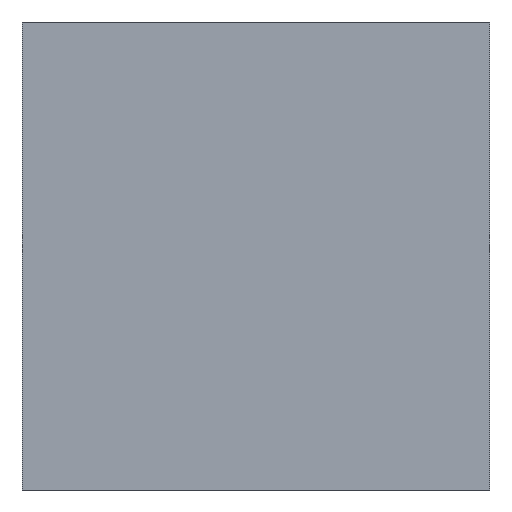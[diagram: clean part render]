
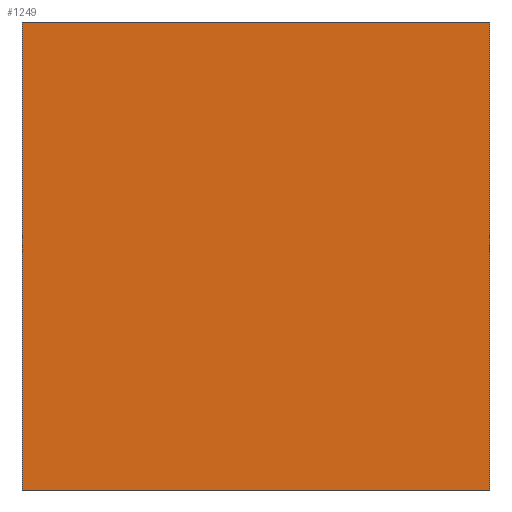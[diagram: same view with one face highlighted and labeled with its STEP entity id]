
A CAD part, left-side view. The second image highlights one B-rep face of the part: STEP entity #1249.
In plain terms, the highlighted planar face has unit normal (-1, 0, 0).
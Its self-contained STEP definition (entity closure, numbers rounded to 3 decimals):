
#60 = CARTESIAN_POINT ( 'NONE',  ( -4.5, 0., -4.5 ) ) ;
#115 = DIRECTION ( 'NONE',  ( 0., -1., 0. ) ) ;
#151 = EDGE_LOOP ( 'NONE', ( #607, #621, #1236, #1781 ) ) ;
#179 = DIRECTION ( 'NONE',  ( 1., 0., 0. ) ) ;
#203 = VECTOR ( 'NONE', #618, 1000. ) ;
#210 = FACE_OUTER_BOUND ( 'NONE', #151, .T. ) ;
#220 = VERTEX_POINT ( 'NONE', #60 ) ;
#221 = CARTESIAN_POINT ( 'NONE',  ( -4.5, 9., 4.5 ) ) ;
#299 = EDGE_CURVE ( 'NONE', #947, #220, #1713, .T. ) ;
#324 = VECTOR ( 'NONE', #856, 1000. ) ;
#378 = LINE ( 'NONE', #667, #1345 ) ;
#507 = PLANE ( 'NONE',  #1856 ) ;
#533 = EDGE_CURVE ( 'NONE', #947, #868, #378, .T. ) ;
#569 = CARTESIAN_POINT ( 'NONE',  ( -4.5, 9., -4.5 ) ) ;
#607 = ORIENTED_EDGE ( 'NONE', *, *, #1209, .T. ) ;
#618 = DIRECTION ( 'NONE',  ( 0., 0., 1. ) ) ;
#621 = ORIENTED_EDGE ( 'NONE', *, *, #1728, .F. ) ;
#641 = LINE ( 'NONE', #1777, #203 ) ;
#667 = CARTESIAN_POINT ( 'NONE',  ( -4.5, 9., -4.5 ) ) ;
#690 = CARTESIAN_POINT ( 'NONE',  ( -4.5, 9., 4.5 ) ) ;
#713 = CARTESIAN_POINT ( 'NONE',  ( -4.5, 9., -4.5 ) ) ;
#815 = DIRECTION ( 'NONE',  ( 0., 0., 1. ) ) ;
#856 = DIRECTION ( 'NONE',  ( 0., -1., 0. ) ) ;
#868 = VERTEX_POINT ( 'NONE', #221 ) ;
#947 = VERTEX_POINT ( 'NONE', #713 ) ;
#997 = VECTOR ( 'NONE', #115, 1000. ) ;
#1053 = VERTEX_POINT ( 'NONE', #1166 ) ;
#1166 = CARTESIAN_POINT ( 'NONE',  ( -4.5, 0., 4.5 ) ) ;
#1193 = CARTESIAN_POINT ( 'NONE',  ( -4.5, 9., -4.5 ) ) ;
#1209 = EDGE_CURVE ( 'NONE', #220, #1053, #641, .T. ) ;
#1214 = DIRECTION ( 'NONE',  ( 0., 0., -1. ) ) ;
#1236 = ORIENTED_EDGE ( 'NONE', *, *, #533, .F. ) ;
#1249 = ADVANCED_FACE ( 'NONE', ( #210 ), #507, .F. ) ;
#1345 = VECTOR ( 'NONE', #815, 1000. ) ;
#1668 = LINE ( 'NONE', #690, #997 ) ;
#1713 = LINE ( 'NONE', #569, #324 ) ;
#1728 = EDGE_CURVE ( 'NONE', #868, #1053, #1668, .T. ) ;
#1777 = CARTESIAN_POINT ( 'NONE',  ( -4.5, 0., -4.5 ) ) ;
#1781 = ORIENTED_EDGE ( 'NONE', *, *, #299, .T. ) ;
#1856 = AXIS2_PLACEMENT_3D ( 'NONE', #1193, #179, #1214 ) ;
